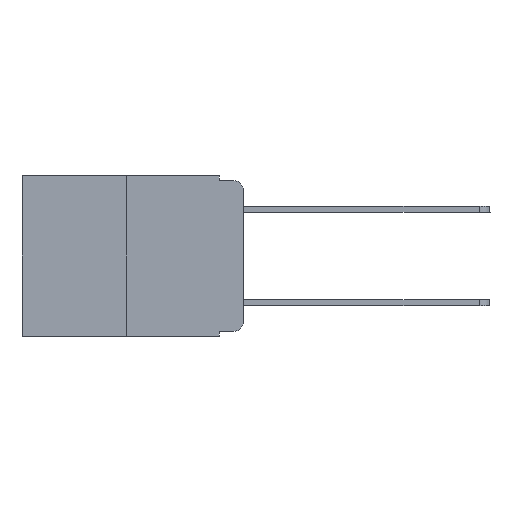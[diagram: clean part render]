
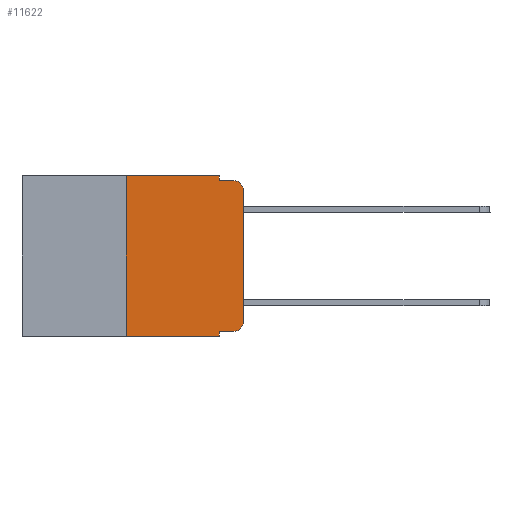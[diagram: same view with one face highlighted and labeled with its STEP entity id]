
A CAD part, left-side view. The second image highlights one B-rep face of the part: STEP entity #11622.
In plain terms, the highlighted planar face has unit normal (-1, 0, 0).
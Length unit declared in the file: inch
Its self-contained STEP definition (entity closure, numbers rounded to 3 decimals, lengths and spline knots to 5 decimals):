
#86 = CARTESIAN_POINT ( 'NONE',  ( 0., 0.02, -0.01 ) ) ;
#262 = DIRECTION ( 'NONE',  ( 0., -1., 0. ) ) ;
#400 = DIRECTION ( 'NONE',  ( 0., 0., -1. ) ) ;
#858 = DIRECTION ( 'NONE',  ( 0., 0., -1. ) ) ;
#1579 = CARTESIAN_POINT ( 'NONE',  ( 0., 0., 0. ) ) ;
#1627 = CARTESIAN_POINT ( 'NONE',  ( 0., 0.051, 0. ) ) ;
#1835 = LINE ( 'NONE', #9277, #19153 ) ;
#1965 = ORIENTED_EDGE ( 'NONE', *, *, #14324, .T. ) ;
#2022 = CARTESIAN_POINT ( 'NONE',  ( 0., 0.051, -0.343 ) ) ;
#2028 = EDGE_CURVE ( 'NONE', #12091, #11963, #4937, .T. ) ;
#2390 = CARTESIAN_POINT ( 'NONE',  ( 0., 0.473, -0.343 ) ) ;
#3385 = DIRECTION ( 'NONE',  ( 0., -1., 0. ) ) ;
#3453 = FACE_OUTER_BOUND ( 'NONE', #12639, .T. ) ;
#3517 = VERTEX_POINT ( 'NONE', #2022 ) ;
#3581 = CIRCLE ( 'NONE', #18911, 0.02 ) ;
#3643 = DIRECTION ( 'NONE',  ( 0., 0., -1. ) ) ;
#3681 = AXIS2_PLACEMENT_3D ( 'NONE', #14039, #6680, #3643 ) ;
#3726 = PLANE ( 'NONE',  #17056 ) ;
#4120 = CARTESIAN_POINT ( 'NONE',  ( 0., 0.051, 0. ) ) ;
#4598 = EDGE_CURVE ( 'NONE', #7813, #14464, #10668, .T. ) ;
#4937 = LINE ( 'NONE', #16899, #8512 ) ;
#5012 = EDGE_CURVE ( 'NONE', #6076, #3517, #13685, .T. ) ;
#5354 = CARTESIAN_POINT ( 'NONE',  ( 0., 0.25, 0. ) ) ;
#5697 = ORIENTED_EDGE ( 'NONE', *, *, #10365, .T. ) ;
#5924 = VERTEX_POINT ( 'NONE', #4120 ) ;
#5962 = CARTESIAN_POINT ( 'NONE',  ( 0., 0., -0.313 ) ) ;
#6076 = VERTEX_POINT ( 'NONE', #11869 ) ;
#6089 = CARTESIAN_POINT ( 'NONE',  ( 0., 0.473, 0. ) ) ;
#6448 = VERTEX_POINT ( 'NONE', #9875 ) ;
#6570 = VERTEX_POINT ( 'NONE', #5962 ) ;
#6641 = CARTESIAN_POINT ( 'NONE',  ( 0., 0.051, -0.01 ) ) ;
#6680 = DIRECTION ( 'NONE',  ( -1., 0., 0. ) ) ;
#7561 = LINE ( 'NONE', #1579, #13657 ) ;
#7624 = CARTESIAN_POINT ( 'NONE',  ( 0., 0.25, -0.343 ) ) ;
#7813 = VERTEX_POINT ( 'NONE', #7624 ) ;
#7832 = ORIENTED_EDGE ( 'NONE', *, *, #13602, .F. ) ;
#7996 = EDGE_CURVE ( 'NONE', #6076, #16871, #1835, .T. ) ;
#8016 = VECTOR ( 'NONE', #16337, 39.37008 ) ;
#8039 = CARTESIAN_POINT ( 'NONE',  ( 0., 0.02, -0.313 ) ) ;
#8512 = VECTOR ( 'NONE', #3385, 39.37008 ) ;
#8602 = CARTESIAN_POINT ( 'NONE',  ( 0., 0.051, 0. ) ) ;
#8697 = VECTOR ( 'NONE', #9001, 39.37008 ) ;
#8902 = CARTESIAN_POINT ( 'NONE',  ( 0., 0.25, 0. ) ) ;
#8997 = ORIENTED_EDGE ( 'NONE', *, *, #15614, .F. ) ;
#9001 = DIRECTION ( 'NONE',  ( 0., 0., 1. ) ) ;
#9113 = ORIENTED_EDGE ( 'NONE', *, *, #2028, .F. ) ;
#9277 = CARTESIAN_POINT ( 'NONE',  ( 0., 0.051, -0.333 ) ) ;
#9875 = CARTESIAN_POINT ( 'NONE',  ( 0., 0., -0.03 ) ) ;
#9940 = CIRCLE ( 'NONE', #3681, 0.02 ) ;
#10297 = DIRECTION ( 'NONE',  ( 0., 0., 1. ) ) ;
#10365 = EDGE_CURVE ( 'NONE', #16871, #6570, #3581, .T. ) ;
#10573 = VECTOR ( 'NONE', #12173, 39.37008 ) ;
#10668 = LINE ( 'NONE', #8902, #8697 ) ;
#11185 = CARTESIAN_POINT ( 'NONE',  ( 0., 0.473, 0. ) ) ;
#11376 = ORIENTED_EDGE ( 'NONE', *, *, #7996, .T. ) ;
#11622 = ADVANCED_FACE ( 'NONE', ( #3453 ), #3726, .F. ) ;
#11869 = CARTESIAN_POINT ( 'NONE',  ( 0., 0.051, -0.333 ) ) ;
#11963 = VERTEX_POINT ( 'NONE', #86 ) ;
#12091 = VERTEX_POINT ( 'NONE', #6641 ) ;
#12173 = DIRECTION ( 'NONE',  ( 0., -1., 0. ) ) ;
#12467 = DIRECTION ( 'NONE',  ( 1., 0., 0. ) ) ;
#12639 = EDGE_LOOP ( 'NONE', ( #1965, #15615, #9113, #7832, #8997, #12954, #18359, #17576, #11376, #5697 ) ) ;
#12885 = DIRECTION ( 'NONE',  ( 0., -1., 0. ) ) ;
#12954 = ORIENTED_EDGE ( 'NONE', *, *, #4598, .F. ) ;
#13257 = LINE ( 'NONE', #6089, #10573 ) ;
#13602 = EDGE_CURVE ( 'NONE', #5924, #12091, #17614, .T. ) ;
#13657 = VECTOR ( 'NONE', #10297, 39.37008 ) ;
#13685 = LINE ( 'NONE', #1627, #8016 ) ;
#14020 = DIRECTION ( 'NONE',  ( 0., 0., -1. ) ) ;
#14039 = CARTESIAN_POINT ( 'NONE',  ( 0., 0.02, -0.03 ) ) ;
#14324 = EDGE_CURVE ( 'NONE', #6570, #6448, #7561, .T. ) ;
#14464 = VERTEX_POINT ( 'NONE', #5354 ) ;
#15059 = EDGE_CURVE ( 'NONE', #7813, #3517, #16012, .T. ) ;
#15317 = EDGE_CURVE ( 'NONE', #6448, #11963, #9940, .T. ) ;
#15490 = DIRECTION ( 'NONE',  ( -1., 0., 0. ) ) ;
#15614 = EDGE_CURVE ( 'NONE', #14464, #5924, #13257, .T. ) ;
#15615 = ORIENTED_EDGE ( 'NONE', *, *, #15317, .T. ) ;
#16012 = LINE ( 'NONE', #2390, #17437 ) ;
#16337 = DIRECTION ( 'NONE',  ( 0., 0., -1. ) ) ;
#16871 = VERTEX_POINT ( 'NONE', #17460 ) ;
#16899 = CARTESIAN_POINT ( 'NONE',  ( 0., 0.051, -0.01 ) ) ;
#17056 = AXIS2_PLACEMENT_3D ( 'NONE', #11185, #12467, #400 ) ;
#17437 = VECTOR ( 'NONE', #12885, 39.37008 ) ;
#17460 = CARTESIAN_POINT ( 'NONE',  ( 0., 0.02, -0.333 ) ) ;
#17576 = ORIENTED_EDGE ( 'NONE', *, *, #5012, .F. ) ;
#17614 = LINE ( 'NONE', #8602, #18637 ) ;
#18359 = ORIENTED_EDGE ( 'NONE', *, *, #15059, .T. ) ;
#18637 = VECTOR ( 'NONE', #858, 39.37008 ) ;
#18911 = AXIS2_PLACEMENT_3D ( 'NONE', #8039, #15490, #14020 ) ;
#19153 = VECTOR ( 'NONE', #262, 39.37008 ) ;
